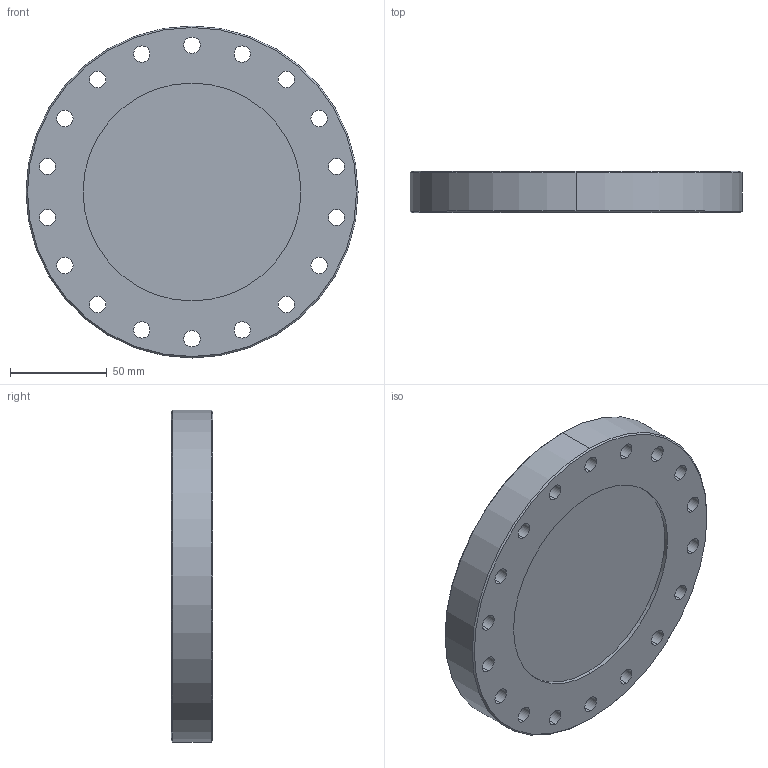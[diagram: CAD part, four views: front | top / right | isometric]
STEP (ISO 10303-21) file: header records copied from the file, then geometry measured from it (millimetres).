
FILE_DESCRIPTION (( 'STEP AP203' ), '1' );
FILE_NAME ('A0650-6-CF.STEP', '2013-10-04T13:23:37', ( '' ), ( '' ), 'SwSTEP 2.0', 'SolidWorks 2012', '' );
FILE_SCHEMA (( 'CONFIG_CONTROL_DESIGN' ));
Length unit declared in the file: inch
Products named in the file (1): A0650-6-CF
Bounding box: 171.45 x 21.34 x 171.45 mm (x, y, z)
Volume: 333749.4 mm3; surface area: 81099.4 mm2
Topology: 1 solids, 2 shells, 83 faces, 202 edges, 130 vertices
Faces by surface type: cylinder 58, plane 11, cone 10, torus 4
Entity records: 2651 total; most frequent: DIRECTION 504, CARTESIAN_POINT 416, ORIENTED_EDGE 404, AXIS2_PLACEMENT_3D 218, EDGE_CURVE 202, CIRCLE 134, VERTEX_POINT 130, EDGE_LOOP 128
